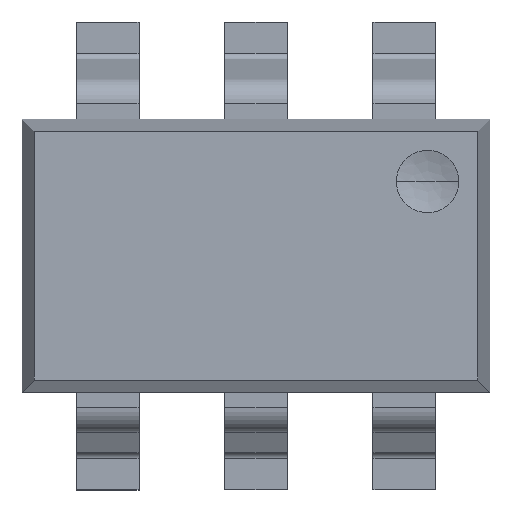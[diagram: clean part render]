
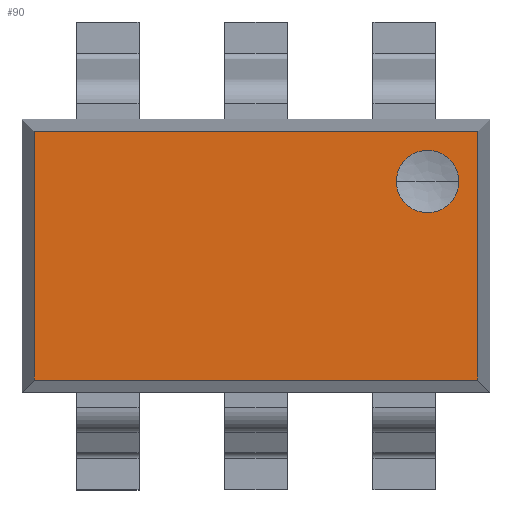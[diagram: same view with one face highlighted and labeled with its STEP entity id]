
A CAD part, top view. The second image highlights one B-rep face of the part: STEP entity #90.
In plain terms, the highlighted planar face has unit normal (0, 0, 1).
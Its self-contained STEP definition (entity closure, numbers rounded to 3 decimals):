
#8 = VERTEX_POINT ( 'NONE', #189 ) ;
#30 = VERTEX_POINT ( 'NONE', #237 ) ;
#86 = VERTEX_POINT ( 'NONE', #409 ) ;
#90 = ADVANCED_FACE ( 'NONE', ( #415, #412 ), #577, .T. ) ;
#100 = EDGE_CURVE ( 'NONE', #146, #215, #482, .T. ) ;
#103 = VERTEX_POINT ( 'NONE', #534 ) ;
#105 = EDGE_CURVE ( 'NONE', #86, #103, #573, .T. ) ;
#138 = ORIENTED_EDGE ( 'NONE', *, *, #1483, .T. ) ;
#139 = EDGE_LOOP ( 'NONE', ( #138, #169 ) ) ;
#140 = ORIENTED_EDGE ( 'NONE', *, *, #105, .T. ) ;
#141 = ORIENTED_EDGE ( 'NONE', *, *, #100, .T. ) ;
#144 = EDGE_LOOP ( 'NONE', ( #214, #140, #164, #141 ) ) ;
#146 = VERTEX_POINT ( 'NONE', #631 ) ;
#164 = ORIENTED_EDGE ( 'NONE', *, *, #180, .T. ) ;
#165 = EDGE_CURVE ( 'NONE', #215, #86, #637, .T. ) ;
#169 = ORIENTED_EDGE ( 'NONE', *, *, #1440, .T. ) ;
#180 = EDGE_CURVE ( 'NONE', #103, #146, #639, .T. ) ;
#189 = CARTESIAN_POINT ( 'NONE',  ( 1.3, 0.475, 0.5 ) ) ;
#214 = ORIENTED_EDGE ( 'NONE', *, *, #165, .T. ) ;
#215 = VERTEX_POINT ( 'NONE', #777 ) ;
#237 = CARTESIAN_POINT ( 'NONE',  ( 0.9, 0.475, 0.5 ) ) ;
#409 = CARTESIAN_POINT ( 'NONE',  ( -1.422, 0.797, 0.5 ) ) ;
#412 = FACE_BOUND ( 'NONE', #139, .T. ) ;
#415 = FACE_OUTER_BOUND ( 'NONE', #144, .T. ) ;
#471 = DIRECTION ( 'NONE',  ( 0., -1., 0. ) ) ;
#472 = VECTOR ( 'NONE', #471, 1000. ) ;
#473 = CARTESIAN_POINT ( 'NONE',  ( -1.422, -0.875, 0.5 ) ) ;
#479 = DIRECTION ( 'NONE',  ( 0., 1., 0. ) ) ;
#480 = VECTOR ( 'NONE', #479, 1000. ) ;
#481 = CARTESIAN_POINT ( 'NONE',  ( 1.422, -0.875, 0.5 ) ) ;
#482 = LINE ( 'NONE', #481, #480 ) ;
#512 = DIRECTION ( 'NONE',  ( 0., 0., 1. ) ) ;
#530 = CARTESIAN_POINT ( 'NONE',  ( -1.5, -0.875, 0.5 ) ) ;
#534 = CARTESIAN_POINT ( 'NONE',  ( -1.422, -0.797, 0.5 ) ) ;
#573 = LINE ( 'NONE', #473, #472 ) ;
#574 = DIRECTION ( 'NONE',  ( 1., 0., 0. ) ) ;
#577 = PLANE ( 'NONE',  #579 ) ;
#579 = AXIS2_PLACEMENT_3D ( 'NONE', #530, #512, #574 ) ;
#631 = CARTESIAN_POINT ( 'NONE',  ( 1.422, -0.797, 0.5 ) ) ;
#634 = DIRECTION ( 'NONE',  ( -1., 0., 0. ) ) ;
#635 = VECTOR ( 'NONE', #634, 1000. ) ;
#636 = CARTESIAN_POINT ( 'NONE',  ( -1.5, 0.797, 0.5 ) ) ;
#637 = LINE ( 'NONE', #636, #635 ) ;
#638 = CARTESIAN_POINT ( 'NONE',  ( -1.5, -0.797, 0.5 ) ) ;
#639 = LINE ( 'NONE', #638, #771 ) ;
#770 = DIRECTION ( 'NONE',  ( 1., 0., 0. ) ) ;
#771 = VECTOR ( 'NONE', #770, 1000. ) ;
#777 = CARTESIAN_POINT ( 'NONE',  ( 1.422, 0.797, 0.5 ) ) ;
#994 = CIRCLE ( 'NONE', #1016, 0.2 ) ;
#1010 = DIRECTION ( 'NONE',  ( -1., 0., 0. ) ) ;
#1011 = DIRECTION ( 'NONE',  ( 0., 0., -1. ) ) ;
#1015 = CARTESIAN_POINT ( 'NONE',  ( 1.1, 0.475, 0.5 ) ) ;
#1016 = AXIS2_PLACEMENT_3D ( 'NONE', #1015, #1011, #1010 ) ;
#1172 = CIRCLE ( 'NONE', #1191, 0.2 ) ;
#1188 = DIRECTION ( 'NONE',  ( -1., 0., 0. ) ) ;
#1189 = DIRECTION ( 'NONE',  ( 0., 0., -1. ) ) ;
#1190 = CARTESIAN_POINT ( 'NONE',  ( 1.1, 0.475, 0.5 ) ) ;
#1191 = AXIS2_PLACEMENT_3D ( 'NONE', #1190, #1189, #1188 ) ;
#1440 = EDGE_CURVE ( 'NONE', #8, #30, #994, .T. ) ;
#1483 = EDGE_CURVE ( 'NONE', #30, #8, #1172, .T. ) ;
